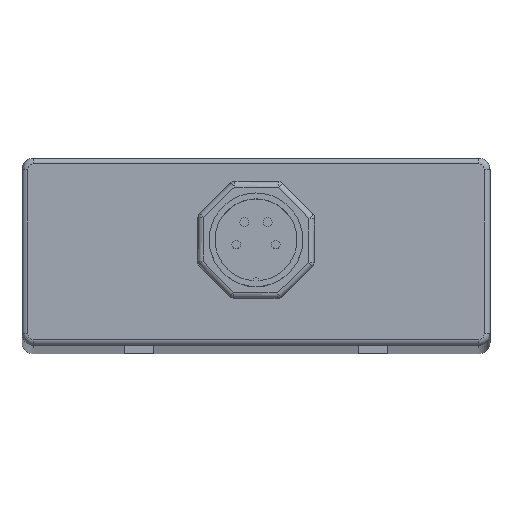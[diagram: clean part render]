
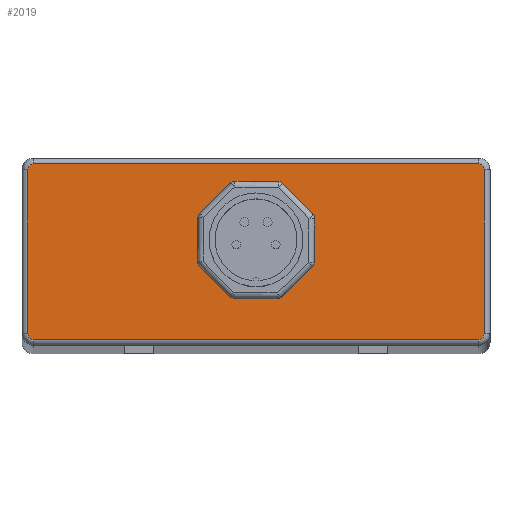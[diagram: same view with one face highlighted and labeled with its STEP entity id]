
A CAD part, top view. The second image highlights one B-rep face of the part: STEP entity #2019.
In plain terms, the highlighted planar face has unit normal (0, 0, 1).
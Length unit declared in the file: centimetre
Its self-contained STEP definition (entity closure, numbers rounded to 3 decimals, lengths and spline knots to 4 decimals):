
#139=PLANE('',#2781);
#196=VECTOR('',#2200,1.);
#197=VECTOR('',#2202,1.);
#198=VECTOR('',#2204,1.);
#199=VECTOR('',#2206,1.);
#202=VECTOR('',#2258,1.);
#203=VECTOR('',#2260,1.);
#204=VECTOR('',#2262,1.);
#205=VECTOR('',#2264,1.);
#252=VECTOR('',#2435,1.);
#253=VECTOR('',#2440,1.);
#254=VECTOR('',#2457,1.);
#256=VECTOR('',#2463,1.);
#356=LINE('',#2953,#196);
#357=LINE('',#2955,#197);
#358=LINE('',#2957,#198);
#359=LINE('',#2959,#199);
#362=LINE('',#3004,#202);
#363=LINE('',#3006,#203);
#364=LINE('',#3008,#204);
#365=LINE('',#3010,#205);
#412=LINE('',#3196,#252);
#413=LINE('',#3200,#253);
#414=LINE('',#3213,#254);
#416=LINE('',#3219,#256);
#536=VERTEX_POINT('',#2833);
#537=VERTEX_POINT('',#2834);
#541=VERTEX_POINT('',#2846);
#542=VERTEX_POINT('',#2847);
#546=VERTEX_POINT('',#2862);
#547=VERTEX_POINT('',#2863);
#551=VERTEX_POINT('',#2875);
#552=VERTEX_POINT('',#2876);
#556=VERTEX_POINT('',#2891);
#557=VERTEX_POINT('',#2892);
#561=VERTEX_POINT('',#2904);
#562=VERTEX_POINT('',#2905);
#566=VERTEX_POINT('',#2920);
#567=VERTEX_POINT('',#2921);
#571=VERTEX_POINT('',#2933);
#572=VERTEX_POINT('',#2934);
#652=VERTEX_POINT('',#3189);
#653=VERTEX_POINT('',#3191);
#654=VERTEX_POINT('',#3195);
#655=VERTEX_POINT('',#3199);
#656=VERTEX_POINT('',#3203);
#657=VERTEX_POINT('',#3208);
#658=VERTEX_POINT('',#3212);
#659=VERTEX_POINT('',#3216);
#710=CIRCLE('',#2606,0.1);
#714=CIRCLE('',#2612,0.1);
#718=CIRCLE('',#2619,0.1);
#722=CIRCLE('',#2625,0.1);
#726=CIRCLE('',#2632,0.1);
#730=CIRCLE('',#2638,0.1);
#734=CIRCLE('',#2645,0.1);
#738=CIRCLE('',#2651,0.1);
#788=CIRCLE('',#2759,0.1);
#793=CIRCLE('',#2767,0.1);
#796=CIRCLE('',#2771,0.1);
#800=CIRCLE('',#2778,0.1);
#816=EDGE_CURVE('',#536,#537,#710,.F.);
#822=EDGE_CURVE('',#541,#542,#714,.F.);
#830=EDGE_CURVE('',#546,#547,#718,.F.);
#836=EDGE_CURVE('',#551,#552,#722,.F.);
#844=EDGE_CURVE('',#556,#557,#726,.F.);
#850=EDGE_CURVE('',#561,#562,#730,.F.);
#858=EDGE_CURVE('',#566,#567,#734,.F.);
#864=EDGE_CURVE('',#571,#572,#738,.F.);
#877=EDGE_CURVE('',#536,#542,#356,.T.);
#878=EDGE_CURVE('',#541,#552,#357,.T.);
#879=EDGE_CURVE('',#551,#562,#358,.T.);
#880=EDGE_CURVE('',#561,#572,#359,.T.);
#897=EDGE_CURVE('',#566,#557,#362,.T.);
#898=EDGE_CURVE('',#556,#547,#363,.T.);
#899=EDGE_CURVE('',#546,#537,#364,.T.);
#900=EDGE_CURVE('',#571,#567,#365,.T.);
#984=EDGE_CURVE('',#652,#653,#788,.T.);
#987=EDGE_CURVE('',#654,#652,#412,.T.);
#989=EDGE_CURVE('',#653,#655,#413,.T.);
#991=EDGE_CURVE('',#656,#654,#793,.T.);
#994=EDGE_CURVE('',#655,#657,#796,.T.);
#996=EDGE_CURVE('',#658,#656,#414,.T.);
#999=EDGE_CURVE('',#657,#659,#416,.T.);
#1001=EDGE_CURVE('',#659,#658,#800,.T.);
#1403=ORIENTED_EDGE('',*,*,#858,.F.);
#1404=ORIENTED_EDGE('',*,*,#897,.T.);
#1405=ORIENTED_EDGE('',*,*,#844,.F.);
#1406=ORIENTED_EDGE('',*,*,#898,.T.);
#1407=ORIENTED_EDGE('',*,*,#830,.F.);
#1408=ORIENTED_EDGE('',*,*,#899,.T.);
#1409=ORIENTED_EDGE('',*,*,#816,.F.);
#1410=ORIENTED_EDGE('',*,*,#877,.T.);
#1411=ORIENTED_EDGE('',*,*,#822,.F.);
#1412=ORIENTED_EDGE('',*,*,#878,.T.);
#1413=ORIENTED_EDGE('',*,*,#836,.F.);
#1414=ORIENTED_EDGE('',*,*,#879,.T.);
#1415=ORIENTED_EDGE('',*,*,#850,.F.);
#1416=ORIENTED_EDGE('',*,*,#880,.T.);
#1417=ORIENTED_EDGE('',*,*,#864,.F.);
#1418=ORIENTED_EDGE('',*,*,#900,.T.);
#1419=ORIENTED_EDGE('',*,*,#984,.F.);
#1420=ORIENTED_EDGE('',*,*,#987,.F.);
#1421=ORIENTED_EDGE('',*,*,#991,.F.);
#1422=ORIENTED_EDGE('',*,*,#996,.F.);
#1423=ORIENTED_EDGE('',*,*,#1001,.F.);
#1424=ORIENTED_EDGE('',*,*,#999,.F.);
#1425=ORIENTED_EDGE('',*,*,#994,.F.);
#1426=ORIENTED_EDGE('',*,*,#989,.F.);
#1736=EDGE_LOOP('',(#1403,#1404,#1405,#1406,#1407,#1408,#1409,#1410,#1411,
#1412,#1413,#1414,#1415,#1416,#1417,#1418));
#1737=EDGE_LOOP('',(#1419,#1420,#1421,#1422,#1423,#1424,#1425,#1426));
#1894=FACE_BOUND('',#1736,.T.);
#1895=FACE_BOUND('',#1737,.T.);
#2019=ADVANCED_FACE('',(#1894,#1895),#139,.T.);
#2065=DIRECTION('',(0.,0.,-1.));
#2066=DIRECTION('',(0.039,0.092,0.));
#2079=DIRECTION('',(0.,0.,-1.));
#2080=DIRECTION('',(0.093,0.037,0.));
#2097=DIRECTION('',(0.,0.,-1.));
#2098=DIRECTION('',(-0.037,0.093,0.));
#2111=DIRECTION('',(0.,0.,-1.));
#2112=DIRECTION('',(0.092,-0.039,0.));
#2129=DIRECTION('',(0.,0.,-1.));
#2130=DIRECTION('',(-0.092,0.039,0.));
#2143=DIRECTION('',(0.,0.,-1.));
#2144=DIRECTION('',(0.037,-0.093,0.));
#2161=DIRECTION('',(0.,0.,-1.));
#2162=DIRECTION('',(-0.093,-0.037,0.));
#2175=DIRECTION('',(0.,0.,-1.));
#2176=DIRECTION('',(-0.039,-0.092,0.));
#2200=DIRECTION('',(0.698,-0.716,0.));
#2202=DIRECTION('',(-0.013,-1.,0.));
#2204=DIRECTION('',(-0.716,-0.698,0.));
#2206=DIRECTION('',(-1.,0.013,0.));
#2258=DIRECTION('',(0.013,1.,0.));
#2260=DIRECTION('',(0.716,0.698,0.));
#2262=DIRECTION('',(1.,-0.013,0.));
#2264=DIRECTION('',(-0.698,0.716,0.));
#2427=DIRECTION('',(0.,0.,-1.));
#2428=DIRECTION('',(0.071,-0.071,0.));
#2435=DIRECTION('',(0.,-1.,0.));
#2440=DIRECTION('',(-1.,0.,0.));
#2444=DIRECTION('',(0.,0.,-1.));
#2445=DIRECTION('',(0.071,0.071,0.));
#2451=DIRECTION('',(0.,0.,-1.));
#2452=DIRECTION('',(-0.071,-0.071,0.));
#2457=DIRECTION('',(1.,0.,0.));
#2463=DIRECTION('',(0.,1.,0.));
#2467=DIRECTION('',(0.,0.,-1.));
#2468=DIRECTION('',(-0.071,0.071,0.));
#2473=DIRECTION('',(0.,0.,1.));
#2606=AXIS2_PLACEMENT_3D('',#2832,#2065,#2066);
#2612=AXIS2_PLACEMENT_3D('',#2845,#2079,#2080);
#2619=AXIS2_PLACEMENT_3D('',#2861,#2097,#2098);
#2625=AXIS2_PLACEMENT_3D('',#2874,#2111,#2112);
#2632=AXIS2_PLACEMENT_3D('',#2890,#2129,#2130);
#2638=AXIS2_PLACEMENT_3D('',#2903,#2143,#2144);
#2645=AXIS2_PLACEMENT_3D('',#2919,#2161,#2162);
#2651=AXIS2_PLACEMENT_3D('',#2932,#2175,#2176);
#2759=AXIS2_PLACEMENT_3D('',#3190,#2427,#2428);
#2767=AXIS2_PLACEMENT_3D('',#3204,#2444,#2445);
#2771=AXIS2_PLACEMENT_3D('',#3209,#2451,#2452);
#2778=AXIS2_PLACEMENT_3D('',#3222,#2467,#2468);
#2781=AXIS2_PLACEMENT_3D('',#3225,#2473,$);
#2832=CARTESIAN_POINT('',(0.3845,2.6951,82.5));
#2833=CARTESIAN_POINT('',(0.4562,2.7648,82.5));
#2834=CARTESIAN_POINT('',(0.3858,2.795,82.5));
#2845=CARTESIAN_POINT('',(0.9048,2.161,82.5));
#2846=CARTESIAN_POINT('',(1.0048,2.1597,82.5));
#2847=CARTESIAN_POINT('',(0.9764,2.2308,82.5));
#2861=CARTESIAN_POINT('',(-0.361,2.7048,82.5));
#2862=CARTESIAN_POINT('',(-0.3597,2.8048,82.5));
#2863=CARTESIAN_POINT('',(-0.4308,2.7764,82.5));
#2874=CARTESIAN_POINT('',(0.8951,1.4155,82.5));
#2875=CARTESIAN_POINT('',(0.9648,1.3438,82.5));
#2876=CARTESIAN_POINT('',(0.995,1.4142,82.5));
#2890=CARTESIAN_POINT('',(-0.8951,2.1845,82.5));
#2891=CARTESIAN_POINT('',(-0.9648,2.2562,82.5));
#2892=CARTESIAN_POINT('',(-0.995,2.1858,82.5));
#2903=CARTESIAN_POINT('',(0.361,0.8952,82.5));
#2904=CARTESIAN_POINT('',(0.3597,0.7952,82.5));
#2905=CARTESIAN_POINT('',(0.4308,0.8236,82.5));
#2919=CARTESIAN_POINT('',(-0.9048,1.439,82.5));
#2920=CARTESIAN_POINT('',(-1.0048,1.4403,82.5));
#2921=CARTESIAN_POINT('',(-0.9764,1.3692,82.5));
#2932=CARTESIAN_POINT('',(-0.3845,0.9049,82.5));
#2933=CARTESIAN_POINT('',(-0.4562,0.8352,82.5));
#2934=CARTESIAN_POINT('',(-0.3858,0.805,82.5));
#2953=CARTESIAN_POINT('',(0.7661,2.4467,82.5));
#2955=CARTESIAN_POINT('',(0.9986,1.6873,82.5));
#2957=CARTESIAN_POINT('',(0.648,1.0352,82.5));
#2959=CARTESIAN_POINT('',(-0.0118,0.8001,82.5));
#3004=CARTESIAN_POINT('',(-1.0012,1.7135,82.5));
#3006=CARTESIAN_POINT('',(-0.7476,2.4678,82.5));
#3008=CARTESIAN_POINT('',(0.0144,2.7999,82.5));
#3010=CARTESIAN_POINT('',(-0.6665,1.0511,82.5));
#3189=CARTESIAN_POINT('',(3.9,0.2,82.5));
#3190=CARTESIAN_POINT('',(3.8,0.2,82.5));
#3191=CARTESIAN_POINT('',(3.8,0.1,82.5));
#3195=CARTESIAN_POINT('',(3.9,3.0015,82.5));
#3196=CARTESIAN_POINT('',(3.9,1.6004,82.5));
#3199=CARTESIAN_POINT('',(-3.8,0.1,82.5));
#3200=CARTESIAN_POINT('',(-0.4375,0.1,82.5));
#3203=CARTESIAN_POINT('',(3.8,3.1015,82.5));
#3204=CARTESIAN_POINT('',(3.8,3.0015,82.5));
#3208=CARTESIAN_POINT('',(-3.9,0.2,82.5));
#3209=CARTESIAN_POINT('',(-3.8,0.2,82.5));
#3212=CARTESIAN_POINT('',(-3.8,3.1015,82.5));
#3213=CARTESIAN_POINT('',(0.,3.1015,82.5));
#3216=CARTESIAN_POINT('',(-3.9,3.0015,82.5));
#3219=CARTESIAN_POINT('',(-3.9,1.6004,82.5));
#3222=CARTESIAN_POINT('',(-3.8,3.0015,82.5));
#3225=CARTESIAN_POINT('',(0.,1.6007,82.5));
